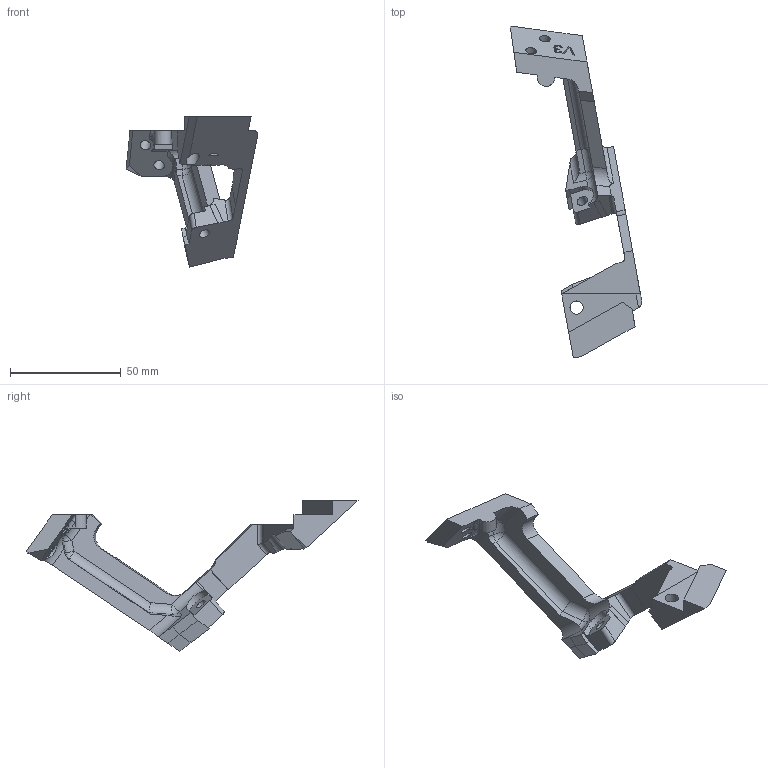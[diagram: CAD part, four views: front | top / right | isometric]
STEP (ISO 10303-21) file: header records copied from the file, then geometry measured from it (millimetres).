
FILE_DESCRIPTION(/* description */ (''),/* implementation_level */ '2;1');
FILE_NAME(/* name */ 'Right_AUX_Support_Bracket_Lower_Outboard_v2 v5.step',/* time_stamp */ '2022-01-03T16:12:00+10:00',/* author */ (''),/* organization */ (''),/* preprocessor_version */ 'ST-DEVELOPER v18.1',/* originating_system */ 'Autodesk Translation Framework v10.10.0.1391',/* authorisation */ '');
FILE_SCHEMA (('AUTOMOTIVE_DESIGN { 1 0 10303 214 3 1 1 }'));
Length unit declared in the file: millimetre
Products named in the file (1): Right_AUX_Support_Bracket_Lower_Outboard_v2
Bounding box: 59.5 x 150.23 x 68.08 mm (x, y, z)
Volume: 31846 mm3; surface area: 13556.7 mm2
Topology: 2 solids, 2 shells, 148 faces, 407 edges, 264 vertices
Faces by surface type: plane 78, bspline 37, cylinder 30, sphere 3
Full cylindrical faces by diameter (mm): 4.915 x3, 6 x1
Entity records: 5222 total; most frequent: CARTESIAN_POINT 1613, ORIENTED_EDGE 814, DIRECTION 628, EDGE_CURVE 407, VERTEX_POINT 264, LINE 258, VECTOR 258, AXIS2_PLACEMENT_3D 185
